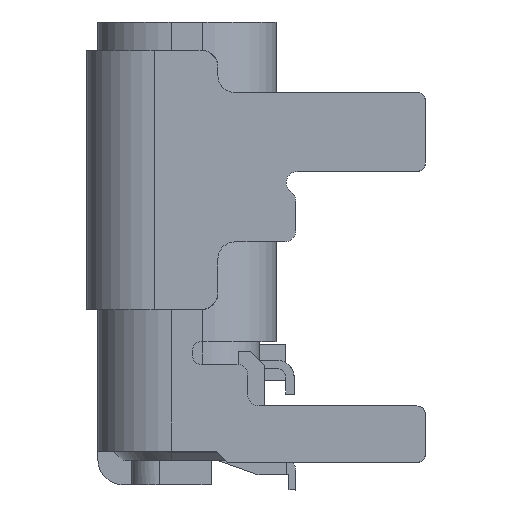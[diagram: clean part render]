
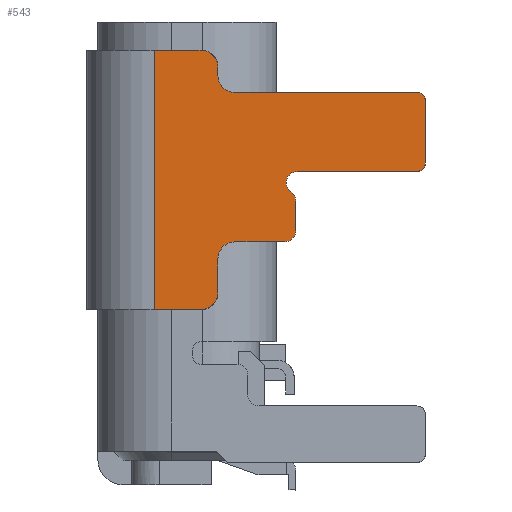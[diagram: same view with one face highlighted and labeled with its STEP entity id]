
A CAD part, left-side view. The second image highlights one B-rep face of the part: STEP entity #543.
In plain terms, the highlighted planar face has unit normal (-1, 0, 0).
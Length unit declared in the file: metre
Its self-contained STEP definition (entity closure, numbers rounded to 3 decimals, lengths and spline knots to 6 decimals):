
#543 = ADVANCED_FACE( '', ( #1702 ), #1703, .T. );
#1702 = FACE_OUTER_BOUND( '', #3202, .T. );
#1703 = PLANE( '', #3203 );
#3202 = EDGE_LOOP( '', ( #7900, #7901, #7902, #7903, #7904, #7905, #7906, #7907, #7908, #7909, #7910, #7911, #7912, #7913, #7914, #7915, #7916, #7917, #7918 ) );
#3203 = AXIS2_PLACEMENT_3D( '', #7919, #7920, #7921 );
#7900 = ORIENTED_EDGE( '', *, *, #9810, .F. );
#7901 = ORIENTED_EDGE( '', *, *, #10981, .T. );
#7902 = ORIENTED_EDGE( '', *, *, #10717, .T. );
#7903 = ORIENTED_EDGE( '', *, *, #10719, .T. );
#7904 = ORIENTED_EDGE( '', *, *, #10722, .T. );
#7905 = ORIENTED_EDGE( '', *, *, #10727, .T. );
#7906 = ORIENTED_EDGE( '', *, *, #10728, .T. );
#7907 = ORIENTED_EDGE( '', *, *, #10733, .T. );
#7908 = ORIENTED_EDGE( '', *, *, #10736, .T. );
#7909 = ORIENTED_EDGE( '', *, *, #10738, .T. );
#7910 = ORIENTED_EDGE( '', *, *, #9951, .T. );
#7911 = ORIENTED_EDGE( '', *, *, #9488, .F. );
#7912 = ORIENTED_EDGE( '', *, *, #10741, .T. );
#7913 = ORIENTED_EDGE( '', *, *, #10742, .T. );
#7914 = ORIENTED_EDGE( '', *, *, #10747, .T. );
#7915 = ORIENTED_EDGE( '', *, *, #10749, .T. );
#7916 = ORIENTED_EDGE( '', *, *, #10829, .T. );
#7917 = ORIENTED_EDGE( '', *, *, #10918, .F. );
#7918 = ORIENTED_EDGE( '', *, *, #10980, .F. );
#7919 = CARTESIAN_POINT( '', ( 0.000832, 0.005042, 0.002145 ) );
#7920 = DIRECTION( '', ( -1., 0., 0. ) );
#7921 = DIRECTION( '', ( 0., 0., 1. ) );
#9488 = EDGE_CURVE( '', #11576, #11579, #11580, .T. );
#9810 = EDGE_CURVE( '', #12182, #12184, #12185, .T. );
#9951 = EDGE_CURVE( '', #12439, #11579, #12440, .T. );
#10717 = EDGE_CURVE( '', #13698, #13696, #13699, .T. );
#10719 = EDGE_CURVE( '', #13696, #13701, #13702, .T. );
#10722 = EDGE_CURVE( '', #13701, #13706, #13707, .T. );
#10727 = EDGE_CURVE( '', #13706, #13713, #13715, .T. );
#10728 = EDGE_CURVE( '', #13713, #13716, #13717, .T. );
#10733 = EDGE_CURVE( '', #13716, #13723, #13725, .T. );
#10736 = EDGE_CURVE( '', #13723, #13728, #13730, .T. );
#10738 = EDGE_CURVE( '', #13728, #12439, #13732, .T. );
#10741 = EDGE_CURVE( '', #11576, #13735, #13737, .T. );
#10742 = EDGE_CURVE( '', #13735, #13738, #13739, .T. );
#10747 = EDGE_CURVE( '', #13738, #13745, #13747, .T. );
#10749 = EDGE_CURVE( '', #13745, #13748, #13751, .T. );
#10829 = EDGE_CURVE( '', #13748, #13844, #13845, .T. );
#10918 = EDGE_CURVE( '', #13984, #13844, #13986, .T. );
#10980 = EDGE_CURVE( '', #12184, #13984, #14080, .T. );
#10981 = EDGE_CURVE( '', #12182, #13698, #14081, .T. );
#11576 = VERTEX_POINT( '', #14986 );
#11579 = VERTEX_POINT( '', #14990 );
#11580 = LINE( '', #14991, #14992 );
#12182 = VERTEX_POINT( '', #15857 );
#12184 = VERTEX_POINT( '', #15860 );
#12185 = LINE( '', #15861, #15862 );
#12439 = VERTEX_POINT( '', #16250 );
#12440 = CIRCLE( '', #16251, 0.00015 );
#13696 = VERTEX_POINT( '', #18140 );
#13698 = VERTEX_POINT( '', #18143 );
#13699 = LINE( '', #18144, #18145 );
#13701 = VERTEX_POINT( '', #18148 );
#13702 = CIRCLE( '', #18149, 0.0003 );
#13706 = VERTEX_POINT( '', #18154 );
#13707 = LINE( '', #18155, #18156 );
#13713 = VERTEX_POINT( '', #18164 );
#13715 = CIRCLE( '', #18167, 0.0002 );
#13716 = VERTEX_POINT( '', #18168 );
#13717 = LINE( '', #18169, #18170 );
#13723 = VERTEX_POINT( '', #18178 );
#13725 = CIRCLE( '', #18181, 0.0002 );
#13728 = VERTEX_POINT( '', #18184 );
#13730 = CIRCLE( '', #18187, 0.0002 );
#13732 = LINE( '', #18190, #18191 );
#13735 = VERTEX_POINT( '', #18194 );
#13737 = CIRCLE( '', #18197, 0.00015 );
#13738 = VERTEX_POINT( '', #18198 );
#13739 = LINE( '', #18199, #18200 );
#13745 = VERTEX_POINT( '', #18208 );
#13747 = CIRCLE( '', #18211, 0.0003 );
#13748 = VERTEX_POINT( '', #18212 );
#13751 = LINE( '', #18216, #18217 );
#13844 = VERTEX_POINT( '', #18385 );
#13845 = CIRCLE( '', #18386, 0.0003 );
#13984 = VERTEX_POINT( '', #18582 );
#13986 = LINE( '', #18584, #18585 );
#14080 = LINE( '', #18724, #18725 );
#14081 = CIRCLE( '', #18726, 0.0003 );
#14986 = CARTESIAN_POINT( '', ( 0.000832, 0.000812, 0.00262 ) );
#14990 = CARTESIAN_POINT( '', ( 0.000832, 0.000812, 0.00152 ) );
#14991 = CARTESIAN_POINT( '', ( 0.000832, 0.000812, 0.00262 ) );
#14992 = VECTOR( '', #19436, 1. );
#15857 = CARTESIAN_POINT( '', ( 0.000832, 0.004792, -0.001081 ) );
#15860 = CARTESIAN_POINT( '', ( 0.000832, 0.005622, -0.001081 ) );
#15861 = CARTESIAN_POINT( '', ( 0.000832, 0.004792, -0.001081 ) );
#15862 = VECTOR( '', #19921, 1. );
#16250 = CARTESIAN_POINT( '', ( 0.000832, 0.000962, 0.00137 ) );
#16251 = AXIS2_PLACEMENT_3D( '', #20089, #20090, #20091 );
#18140 = CARTESIAN_POINT( '', ( 0.000832, 0.004492, -0.00018 ) );
#18143 = CARTESIAN_POINT( '', ( 0.000832, 0.004492, -0.000781 ) );
#18144 = CARTESIAN_POINT( '', ( 0.000832, 0.004492, -0.000781 ) );
#18145 = VECTOR( '', #21197, 1. );
#18148 = CARTESIAN_POINT( '', ( 0.000832, 0.004192, 0.00012 ) );
#18149 = AXIS2_PLACEMENT_3D( '', #21199, #21200, #21201 );
#18154 = CARTESIAN_POINT( '', ( 0.000832, 0.003312, 0.00012 ) );
#18155 = CARTESIAN_POINT( '', ( 0.000832, 0.004192, 0.00012 ) );
#18156 = VECTOR( '', #21206, 1. );
#18164 = CARTESIAN_POINT( '', ( 0.000832, 0.003112, 0.00032 ) );
#18167 = AXIS2_PLACEMENT_3D( '', #21213, #21214, #21215 );
#18168 = CARTESIAN_POINT( '', ( 0.000832, 0.003112, 0.000843 ) );
#18169 = CARTESIAN_POINT( '', ( 0.000832, 0.003112, 0.00032 ) );
#18170 = VECTOR( '', #21216, 1. );
#18178 = CARTESIAN_POINT( '', ( 0.000832, 0.003197, 0.001006 ) );
#18181 = AXIS2_PLACEMENT_3D( '', #21223, #21224, #21225 );
#18184 = CARTESIAN_POINT( '', ( 0.000832, 0.003082, 0.00137 ) );
#18187 = AXIS2_PLACEMENT_3D( '', #21230, #21231, #21232 );
#18190 = CARTESIAN_POINT( '', ( 0.000832, 0.003082, 0.00137 ) );
#18191 = VECTOR( '', #21234, 1. );
#18194 = CARTESIAN_POINT( '', ( 0.000832, 0.000962, 0.00277 ) );
#18197 = AXIS2_PLACEMENT_3D( '', #21239, #21240, #21241 );
#18198 = CARTESIAN_POINT( '', ( 0.000832, 0.004192, 0.00277 ) );
#18199 = CARTESIAN_POINT( '', ( 0.000832, 0.000962, 0.00277 ) );
#18200 = VECTOR( '', #21242, 1. );
#18208 = CARTESIAN_POINT( '', ( 0.000832, 0.004492, 0.00307 ) );
#18211 = AXIS2_PLACEMENT_3D( '', #21249, #21250, #21251 );
#18212 = CARTESIAN_POINT( '', ( 0.000832, 0.004492, 0.00322 ) );
#18216 = CARTESIAN_POINT( '', ( 0.000832, 0.004492, 0.00307 ) );
#18217 = VECTOR( '', #21253, 1. );
#18385 = CARTESIAN_POINT( '', ( 0.000832, 0.004792, 0.00352 ) );
#18386 = AXIS2_PLACEMENT_3D( '', #21341, #21342, #21343 );
#18582 = CARTESIAN_POINT( '', ( 0.000832, 0.005622, 0.00352 ) );
#18584 = CARTESIAN_POINT( '', ( 0.000832, 0.005622, 0.00352 ) );
#18585 = VECTOR( '', #21495, 1. );
#18724 = CARTESIAN_POINT( '', ( 0.000832, 0.005622, -0.001081 ) );
#18725 = VECTOR( '', #21589, 1. );
#18726 = AXIS2_PLACEMENT_3D( '', #21590, #21591, #21592 );
#19436 = DIRECTION( '', ( 0., 0., -1. ) );
#19921 = DIRECTION( '', ( 0., 1., 0. ) );
#20089 = CARTESIAN_POINT( '', ( 0.000832, 0.000962, 0.00152 ) );
#20090 = DIRECTION( '', ( -1., 0., 0. ) );
#20091 = DIRECTION( '', ( 0., 0., -1. ) );
#21197 = DIRECTION( '', ( 0., 0., 1. ) );
#21199 = CARTESIAN_POINT( '', ( 0.000832, 0.004192, -0.00018 ) );
#21200 = DIRECTION( '', ( 1., 0., 0. ) );
#21201 = DIRECTION( '', ( 0., 1., 0. ) );
#21206 = DIRECTION( '', ( 0., -1., 0. ) );
#21213 = CARTESIAN_POINT( '', ( 0.000832, 0.003312, 0.00032 ) );
#21214 = DIRECTION( '', ( -1., 0., 0. ) );
#21215 = DIRECTION( '', ( 0., 0., -1. ) );
#21216 = DIRECTION( '', ( 0., 0., 1. ) );
#21223 = CARTESIAN_POINT( '', ( 0.000832, 0.003312, 0.000843 ) );
#21224 = DIRECTION( '', ( -1., 0., 0. ) );
#21225 = DIRECTION( '', ( 0., -1., 0. ) );
#21230 = CARTESIAN_POINT( '', ( 0.000832, 0.003082, 0.00117 ) );
#21231 = DIRECTION( '', ( 1., 0., 0. ) );
#21232 = DIRECTION( '', ( 0., 0.575, -0.818 ) );
#21234 = DIRECTION( '', ( 0., -1., 0. ) );
#21239 = CARTESIAN_POINT( '', ( 0.000832, 0.000962, 0.00262 ) );
#21240 = DIRECTION( '', ( -1., 0., 0. ) );
#21241 = DIRECTION( '', ( 0., -1., 0. ) );
#21242 = DIRECTION( '', ( 0., 1., 0. ) );
#21249 = CARTESIAN_POINT( '', ( 0.000832, 0.004192, 0.00307 ) );
#21250 = DIRECTION( '', ( 1., 0., 0. ) );
#21251 = DIRECTION( '', ( 0., 0., -1. ) );
#21253 = DIRECTION( '', ( 0., 0., 1. ) );
#21341 = CARTESIAN_POINT( '', ( 0.000832, 0.004792, 0.00322 ) );
#21342 = DIRECTION( '', ( -1., 0., 0. ) );
#21343 = DIRECTION( '', ( 0., -1., 0. ) );
#21495 = DIRECTION( '', ( 0., -1., 0. ) );
#21589 = DIRECTION( '', ( 0., 0., 1. ) );
#21590 = CARTESIAN_POINT( '', ( 0.000832, 0.004792, -0.000781 ) );
#21591 = DIRECTION( '', ( -1., 0., 0. ) );
#21592 = DIRECTION( '', ( 0., 0., -1. ) );
